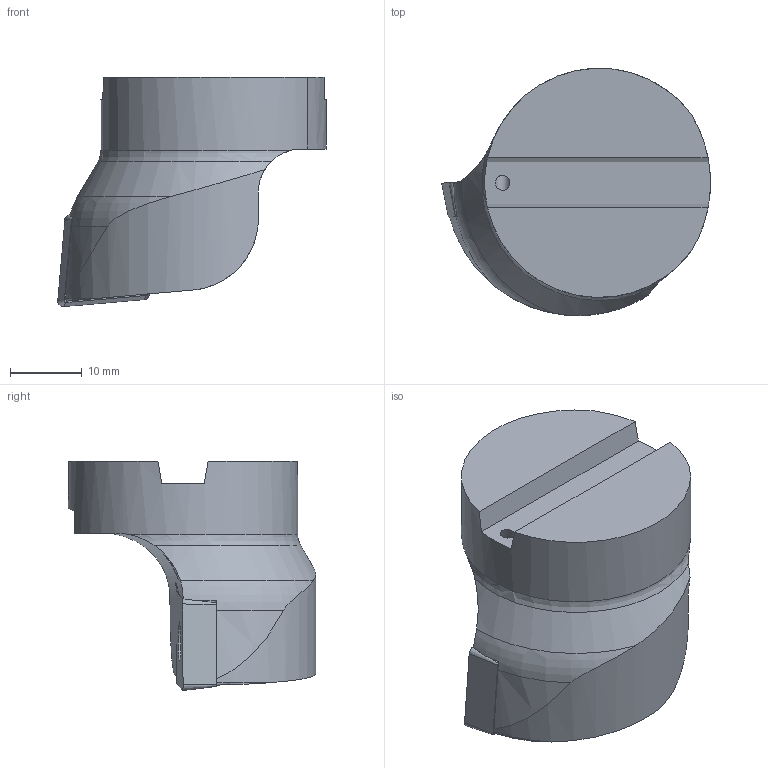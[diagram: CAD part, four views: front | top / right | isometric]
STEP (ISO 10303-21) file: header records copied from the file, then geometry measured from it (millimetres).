
FILE_DESCRIPTION((''),'1');
FILE_NAME('B32-SCLCR-22032-12.stp','2022-10-04T00:20:58',(''),(''),'Spatial Interop R21 SP3','Kubotek KeyCreator 2011 V10.0.2 (22737)',' ');
FILE_SCHEMA(('automotive_design'));
Length unit declared in the file: millimetre
Products named in the file (2): 241[3]; 240[2]
Bounding box: 37.47 x 34.5 x 32 mm (x, y, z)
Volume: 15721.1 mm3; surface area: 4929.4 mm2
Topology: 2 solids, 2 shells, 47 faces, 138 edges, 95 vertices
Faces by surface type: plane 24, cylinder 11, cone 9, torus 3
Full cylindrical faces by diameter (mm): 2 x2, 5.5 x1
Entity records: 3052 total; most frequent: CARTESIAN_POINT 643, ORIENTED_EDGE 264, PRESENTATION_STYLE_ASSIGNMENT 228, COLOUR_RGB 228, DIRECTION 206, STYLED_ITEM 180, CURVE_STYLE 180, DRAUGHTING_PRE_DEFINED_CURVE_FONT 180
